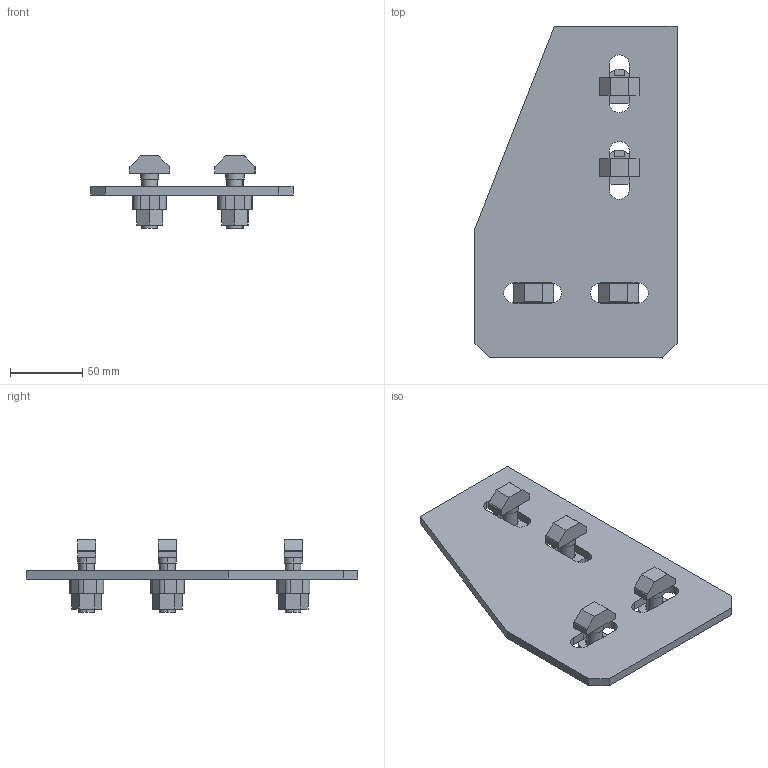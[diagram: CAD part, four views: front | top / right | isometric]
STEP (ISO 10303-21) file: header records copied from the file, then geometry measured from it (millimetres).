
FILE_DESCRIPTION (( 'STEP AP214' ), '1' );
FILE_NAME ('R954-119.STEP', '2024-06-18T10:41:30', ( '' ), ( '' ), 'SwSTEP 2.0', 'SolidWorks 2024', '' );
FILE_SCHEMA (( 'AUTOMOTIVE_DESIGN' ));
Length unit declared in the file: millimetre
Products named in the file (3): R951-510; R954-119
Assembly tree (5 placements, depth 2):
  R954-119
    R954-119
    R951-510  x4
Bounding box: 140 x 230 x 50 mm (x, y, z)
Volume: 208217.4 mm3; surface area: 79183.1 mm2
Topology: 5 solids, 5 shells, 293 faces, 737 edges, 474 vertices
Faces by surface type: plane 209, cylinder 84
Entity records: 3013 total; most frequent: CARTESIAN_POINT 519, DIRECTION 513, ORIENTED_EDGE 490, EDGE_CURVE 245, LINE 175, VECTOR 175, AXIS2_PLACEMENT_3D 169, VERTEX_POINT 159
